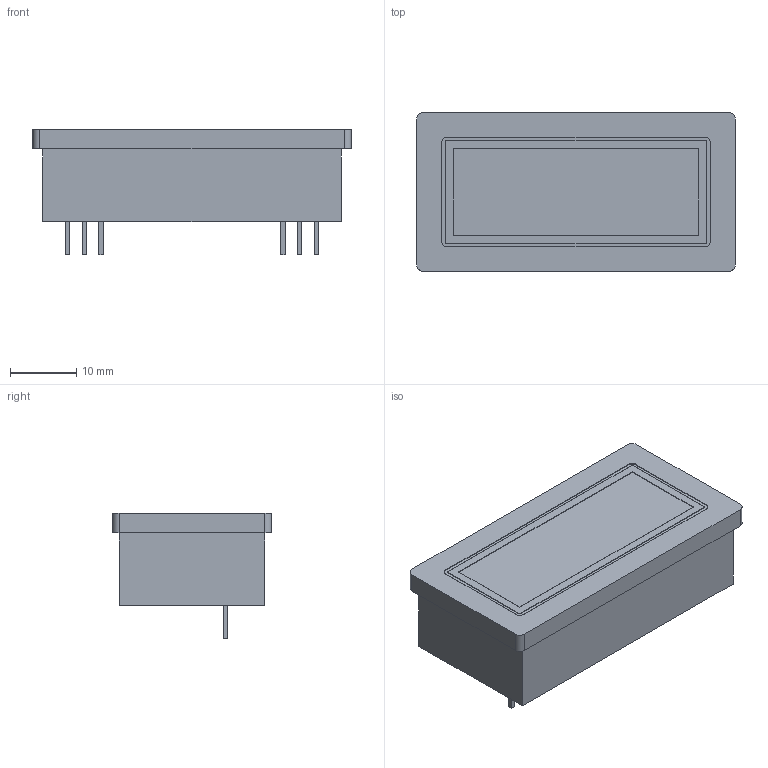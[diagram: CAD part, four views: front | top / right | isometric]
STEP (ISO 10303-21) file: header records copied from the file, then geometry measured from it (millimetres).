
FILE_DESCRIPTION (( 'STEP AP214' ), '1' );
FILE_NAME ('INGUN_116613.STEP', '2025-03-12T12:33:10', ( '' ), ( '' ), 'SwSTEP 2.0', 'SolidWorks 2023', '' );
FILE_SCHEMA (( 'AUTOMOTIVE_DESIGN' ));
Length unit declared in the file: millimetre
Products named in the file (1): INGUN_116613
Bounding box: 48 x 24 x 19 mm (x, y, z)
Volume: 11928 mm3; surface area: 4807.9 mm2
Topology: 1 solids, 1 shells, 165 faces, 426 edges, 284 vertices
Faces by surface type: plane 116, bspline 37, cylinder 12
Entity records: 6969 total; most frequent: CARTESIAN_POINT 3137, ORIENTED_EDGE 852, DIRECTION 634, EDGE_CURVE 426, LINE 328, VECTOR 328, VERTEX_POINT 284, EDGE_LOOP 186
